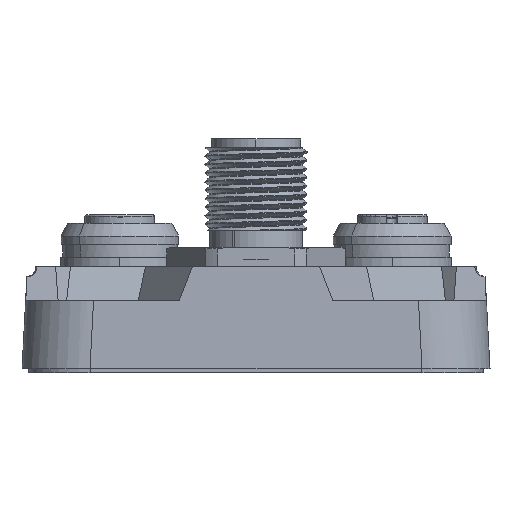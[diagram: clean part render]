
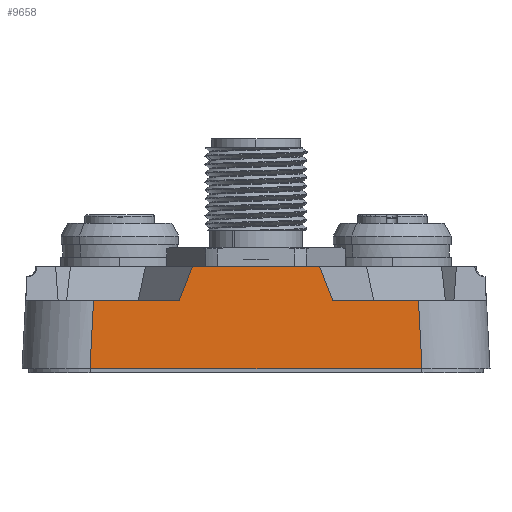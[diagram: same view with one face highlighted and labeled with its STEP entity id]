
A CAD part, left-side view. The second image highlights one B-rep face of the part: STEP entity #9658.
In plain terms, the highlighted planar face has unit normal (-0.999, 0, 0.052).
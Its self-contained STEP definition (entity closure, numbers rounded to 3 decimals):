
#4294=FACE_OUTER_BOUND('',#20386,.T.);
#9658=ADVANCED_FACE('',(#4294),#15188,.T.);
#15188=PLANE('',#112456);
#20386=EDGE_LOOP('',(#31919,#31920,#31921,#31922,#31923,#31924,#31925,#31926));
#31919=ORIENTED_EDGE('',*,*,#73543,.F.);
#31920=ORIENTED_EDGE('',*,*,#73544,.T.);
#31921=ORIENTED_EDGE('',*,*,#73545,.F.);
#31922=ORIENTED_EDGE('',*,*,#73546,.T.);
#31923=ORIENTED_EDGE('',*,*,#73547,.F.);
#31924=ORIENTED_EDGE('',*,*,#73548,.T.);
#31925=ORIENTED_EDGE('',*,*,#69750,.T.);
#31926=ORIENTED_EDGE('',*,*,#73549,.T.);
#59362=VERTEX_POINT('',#147742);
#59376=VERTEX_POINT('',#147770);
#63169=VERTEX_POINT('',#155508);
#63170=VERTEX_POINT('',#155509);
#63171=VERTEX_POINT('',#155511);
#63172=VERTEX_POINT('',#155513);
#63173=VERTEX_POINT('',#155515);
#63174=VERTEX_POINT('',#155517);
#69750=EDGE_CURVE('',#59362,#59376,#85362,.T.);
#73543=EDGE_CURVE('',#63169,#63170,#89068,.T.);
#73544=EDGE_CURVE('',#63169,#63171,#89069,.T.);
#73545=EDGE_CURVE('',#63172,#63171,#89070,.T.);
#73546=EDGE_CURVE('',#63172,#63173,#89071,.T.);
#73547=EDGE_CURVE('',#63174,#63173,#89072,.T.);
#73548=EDGE_CURVE('',#63174,#59362,#89073,.T.);
#73549=EDGE_CURVE('',#59376,#63170,#89074,.T.);
#85362=LINE('',#147771,#99059);
#89068=LINE('',#155507,#102765);
#89069=LINE('',#155510,#102766);
#89070=LINE('',#155512,#102767);
#89071=LINE('',#155514,#102768);
#89072=LINE('',#155516,#102769);
#89073=LINE('',#155518,#102770);
#89074=LINE('',#155519,#102771);
#99059=VECTOR('',#119815,1.);
#102765=VECTOR('',#123693,1.);
#102766=VECTOR('',#123694,1.);
#102767=VECTOR('',#123695,1.);
#102768=VECTOR('',#123696,1.);
#102769=VECTOR('',#123697,1.);
#102770=VECTOR('',#123698,1.);
#102771=VECTOR('',#123699,1.);
#112456=AXIS2_PLACEMENT_3D('',#155520,#123700,#123701);
#119815=DIRECTION('',(0.,1.,0.));
#123693=DIRECTION('',(0.,-1.,0.));
#123694=DIRECTION('',(-0.052,0.052,-0.997));
#123695=DIRECTION('',(0.,1.,0.));
#123696=DIRECTION('',(0.052,0.052,0.997));
#123697=DIRECTION('',(0.,-1.,0.));
#123698=DIRECTION('',(0.049,0.363,0.931));
#123699=DIRECTION('',(-0.049,0.363,-0.931));
#123700=DIRECTION('',(-0.999,0.,0.052));
#123701=DIRECTION('',(0.,1.,0.));
#147742=CARTESIAN_POINT('',(-76.871,49.535,12.));
#147770=CARTESIAN_POINT('',(-76.871,64.465,12.));
#147771=CARTESIAN_POINT('',(-76.871,49.535,12.));
#155507=CARTESIAN_POINT('',(-77.081,74.5,8.));
#155508=CARTESIAN_POINT('',(-77.081,76.092,8.));
#155509=CARTESIAN_POINT('',(-77.081,66.025,8.));
#155510=CARTESIAN_POINT('',(-77.447,76.458,1.017));
#155511=CARTESIAN_POINT('',(-77.5,76.511,0.));
#155512=CARTESIAN_POINT('',(-77.5,39.5,0.));
#155513=CARTESIAN_POINT('',(-77.5,37.489,0.));
#155514=CARTESIAN_POINT('',(-77.447,37.542,1.017));
#155515=CARTESIAN_POINT('',(-77.081,37.908,8.));
#155516=CARTESIAN_POINT('',(-77.081,47.975,8.));
#155517=CARTESIAN_POINT('',(-77.081,47.975,8.));
#155518=CARTESIAN_POINT('',(-77.081,47.975,8.));
#155519=CARTESIAN_POINT('',(-76.871,64.465,12.));
#155520=CARTESIAN_POINT('',(-77.5,57.,0.));
